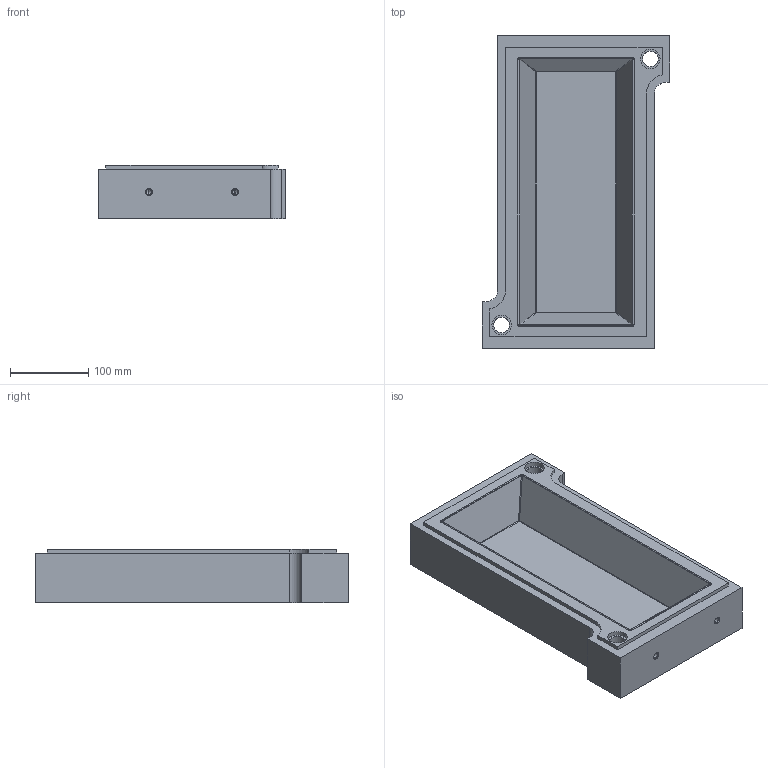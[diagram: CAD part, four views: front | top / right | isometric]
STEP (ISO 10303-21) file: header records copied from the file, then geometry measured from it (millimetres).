
FILE_DESCRIPTION (( 'STEP AP214' ), '1' );
FILE_NAME ('ÍËÑ-ÏÔ-1155-01 Ïëèòà íèæíÿÿ.STEP', '2019-01-09T09:40:52', ( 'Oleg' ), ( '' ), 'SwSTEP 2.0', 'SolidWorks 2012', '' );
FILE_SCHEMA (( 'AUTOMOTIVE_DESIGN' ));
Length unit declared in the file: millimetre
Products named in the file (1): ÍËÑ-ÏÔ-1155-01 Ïëèòà íèæíÿÿ
Bounding box: 240 x 400 x 68.6 mm (x, y, z)
Volume: 3383090.4 mm3; surface area: 295252 mm2
Topology: 1 solids, 1 shells, 87 faces, 208 edges, 124 vertices
Faces by surface type: cylinder 34, plane 25, cone 16, bspline 8, sphere 4
Entity records: 3172 total; most frequent: CARTESIAN_POINT 1084, DIRECTION 420, ORIENTED_EDGE 400, EDGE_CURVE 200, AXIS2_PLACEMENT_3D 156, VERTEX_POINT 124, LINE 108, VECTOR 108
